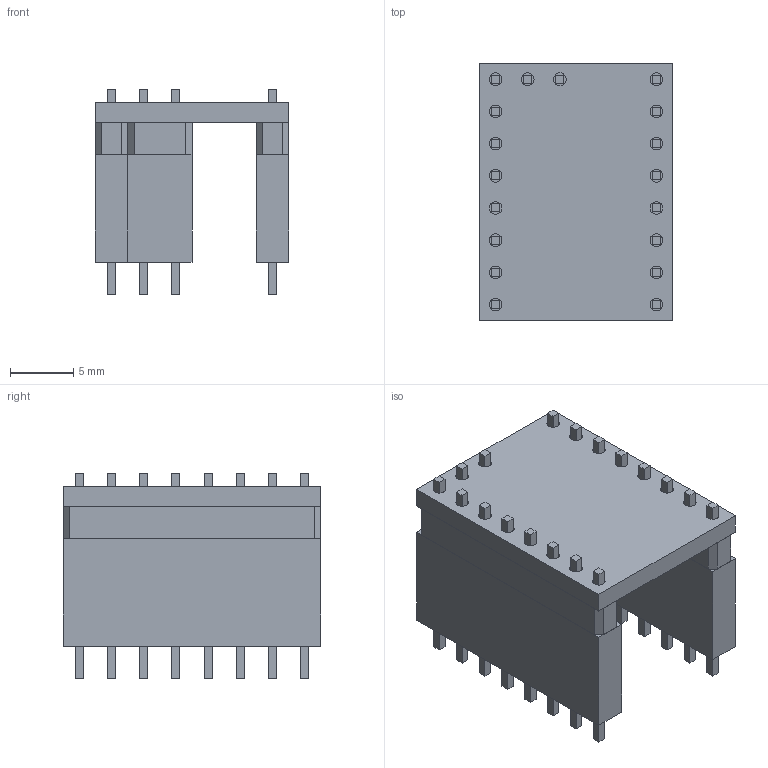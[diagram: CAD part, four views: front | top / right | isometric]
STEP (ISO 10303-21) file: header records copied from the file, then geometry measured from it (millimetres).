
FILE_DESCRIPTION(/* description */ (''),/* implementation_level */ '2;1');
FILE_NAME(/* name */ 'TMC2209_BTT_socketed.step',/* time_stamp */ '2024-08-09T15:29:12+02:00',/* author */ (''),/* organization */ (''),/* preprocessor_version */ 'ST-DEVELOPER v20',/* originating_system */ 'Autodesk Translation Framework v13.14.0.145',/* authorisation */ '');
FILE_SCHEMA (('AUTOMOTIVE_DESIGN { 1 0 10303 214 3 1 1 }'));
Length unit declared in the file: millimetre
Products named in the file (1): (Unsaved)
Bounding box: 15.24 x 20.32 x 16.2 mm (x, y, z)
Volume: 1870.4 mm3; surface area: 3143.5 mm2
Topology: 24 solids, 24 shells, 176 faces, 384 edges, 256 vertices
Faces by surface type: plane 158, cylinder 18
Full cylindrical faces by diameter (mm): 1 x18
Entity records: 4847 total; most frequent: CARTESIAN_POINT 817, DIRECTION 774, ORIENTED_EDGE 768, EDGE_CURVE 384, LINE 348, VECTOR 348, VERTEX_POINT 256, AXIS2_PLACEMENT_3D 213
